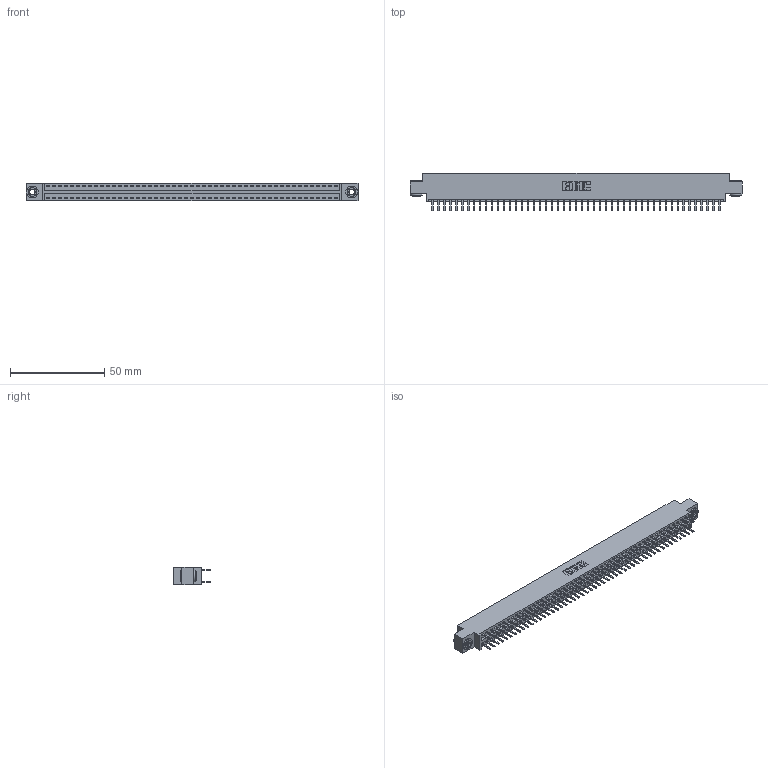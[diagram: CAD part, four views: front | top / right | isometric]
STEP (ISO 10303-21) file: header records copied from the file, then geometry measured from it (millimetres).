
FILE_DESCRIPTION (( 'STEP AP203' ), '1' );
FILE_NAME ('396-098-520-803.STEP', '2018-09-14T04:13:41', ( '' ), ( '' ), 'SwSTEP 2.0', 'SolidWorks 2016', '' );
FILE_SCHEMA (( 'CONFIG_CONTROL_DESIGN' ));
Length unit declared in the file: inch
Products named in the file (4): 345-250-002_345-250-002-102; 396-098-520-803; 346 Part_0.170 Offset - 0.156 Dia-TH; 345-292-001_345-293-120
Assembly tree (101 placements, depth 2):
  396-098-520-803
    346 Part_0.170 Offset - 0.156 Dia-TH
    345-292-001_345-293-120  x98
    345-250-002_345-250-002-102  x2
Bounding box: 176.15 x 20.02 x 9.4 mm (x, y, z)
Volume: 17052.8 mm3; surface area: 23843.1 mm2
Topology: 101 solids, 101 shells, 5652 faces, 16391 edges, 10662 vertices
Faces by surface type: plane 3716, cylinder 1928, cone 8
Entity records: 31932 total; most frequent: CARTESIAN_POINT 5243, ORIENTED_EDGE 5158, DIRECTION 4689, EDGE_CURVE 2579, LINE 2223, VECTOR 2223, VERTEX_POINT 1714, AXIS2_PLACEMENT_3D 1233
